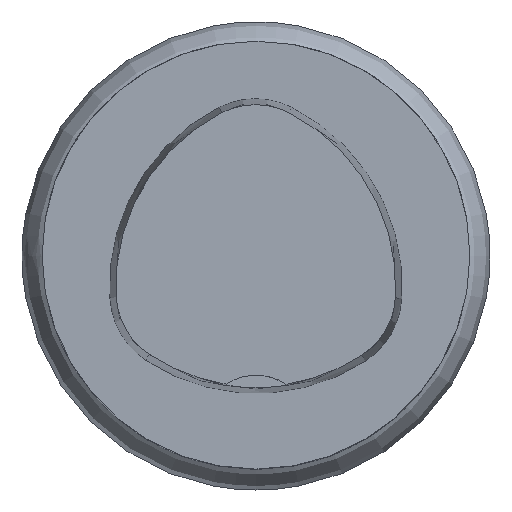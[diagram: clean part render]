
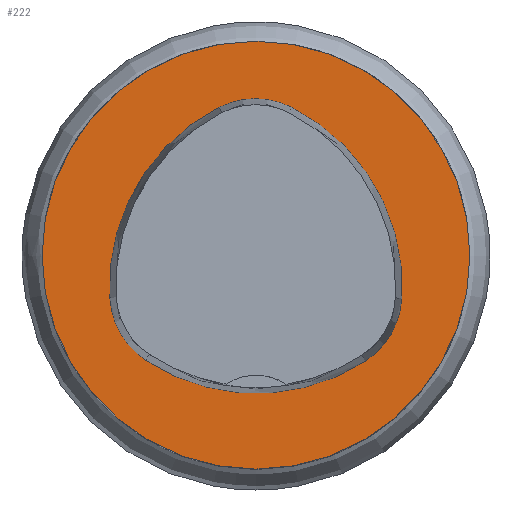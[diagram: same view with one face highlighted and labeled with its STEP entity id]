
A CAD part, top view. The second image highlights one B-rep face of the part: STEP entity #222.
In plain terms, the highlighted planar face has unit normal (0, 0, 1).
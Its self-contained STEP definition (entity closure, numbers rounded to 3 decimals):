
#199=FACE_BOUND('',#313,.T.);
#200=FACE_BOUND('',#314,.T.);
#222=ADVANCED_FACE('',(#199,#200),#241,.T.);
#241=PLANE('',#748);
#313=EDGE_LOOP('',(#406,#407,#408,#409,#410,#411));
#314=EDGE_LOOP('',(#412));
#406=ORIENTED_EDGE('',*,*,#546,.T.);
#407=ORIENTED_EDGE('',*,*,#526,.T.);
#408=ORIENTED_EDGE('',*,*,#530,.T.);
#409=ORIENTED_EDGE('',*,*,#533,.T.);
#410=ORIENTED_EDGE('',*,*,#536,.T.);
#411=ORIENTED_EDGE('',*,*,#544,.T.);
#412=ORIENTED_EDGE('',*,*,#517,.F.);
#471=VERTEX_POINT('',#1031);
#480=VERTEX_POINT('',#1050);
#481=VERTEX_POINT('',#1051);
#484=VERTEX_POINT('',#1059);
#486=VERTEX_POINT('',#1065);
#488=VERTEX_POINT('',#1071);
#495=VERTEX_POINT('',#1092);
#517=EDGE_CURVE('',#471,#471,#570,.T.);
#526=EDGE_CURVE('',#480,#481,#571,.T.);
#530=EDGE_CURVE('',#481,#484,#573,.T.);
#533=EDGE_CURVE('',#484,#486,#575,.T.);
#536=EDGE_CURVE('',#486,#488,#577,.T.);
#544=EDGE_CURVE('',#488,#495,#581,.T.);
#546=EDGE_CURVE('',#495,#480,#583,.T.);
#570=CIRCLE('',#720,16.);
#571=CIRCLE('',#726,15.);
#573=CIRCLE('',#729,6.);
#575=CIRCLE('',#732,15.);
#577=CIRCLE('',#735,6.);
#581=CIRCLE('',#740,15.);
#583=CIRCLE('',#743,6.);
#720=AXIS2_PLACEMENT_3D('',#1030,#846,#847);
#726=AXIS2_PLACEMENT_3D('',#1049,#862,#863);
#729=AXIS2_PLACEMENT_3D('',#1058,#870,#871);
#732=AXIS2_PLACEMENT_3D('',#1064,#877,#878);
#735=AXIS2_PLACEMENT_3D('',#1070,#884,#885);
#740=AXIS2_PLACEMENT_3D('',#1093,#896,#897);
#743=AXIS2_PLACEMENT_3D('',#1096,#902,#903);
#748=AXIS2_PLACEMENT_3D('',#1101,#912,#913);
#846=DIRECTION('',(0.,0.,-1.));
#847=DIRECTION('',(-1.,0.,0.));
#862=DIRECTION('',(0.,0.,-1.));
#863=DIRECTION('',(-1.,0.,0.));
#870=DIRECTION('',(0.,0.,-1.));
#871=DIRECTION('',(-1.,0.,0.));
#877=DIRECTION('',(0.,0.,-1.));
#878=DIRECTION('',(-1.,0.,0.));
#884=DIRECTION('',(0.,0.,-1.));
#885=DIRECTION('',(-1.,0.,0.));
#896=DIRECTION('',(0.,0.,-1.));
#897=DIRECTION('',(-1.,0.,0.));
#902=DIRECTION('',(0.,0.,-1.));
#903=DIRECTION('',(-1.,0.,0.));
#912=DIRECTION('',(0.,0.,1.));
#913=DIRECTION('',(1.,0.,0.));
#1030=CARTESIAN_POINT('',(0.,0.,0.));
#1031=CARTESIAN_POINT('',(-16.,0.,0.));
#1049=CARTESIAN_POINT('',(4.048,-2.316,0.));
#1050=CARTESIAN_POINT('',(-10.926,-3.206,0.));
#1051=CARTESIAN_POINT('',(-2.774,11.043,0.));
#1058=CARTESIAN_POINT('',(-0.045,5.7,0.));
#1059=CARTESIAN_POINT('',(2.638,11.066,0.));
#1064=CARTESIAN_POINT('',(-4.07,-2.35,0.));
#1065=CARTESIAN_POINT('',(10.903,-3.249,0.));
#1070=CARTESIAN_POINT('',(4.914,-2.889,0.));
#1071=CARTESIAN_POINT('',(8.177,-7.924,0.));
#1092=CARTESIAN_POINT('',(-8.24,-7.859,0.));
#1093=CARTESIAN_POINT('',(0.019,4.663,0.));
#1096=CARTESIAN_POINT('',(-4.936,-2.85,0.));
#1101=CARTESIAN_POINT('',(0.,0.,0.));
